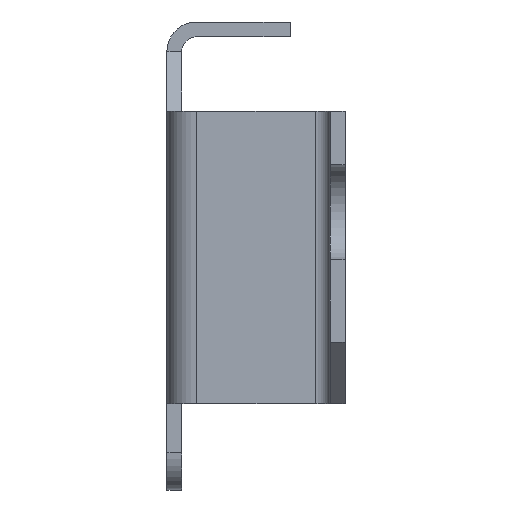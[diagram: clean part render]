
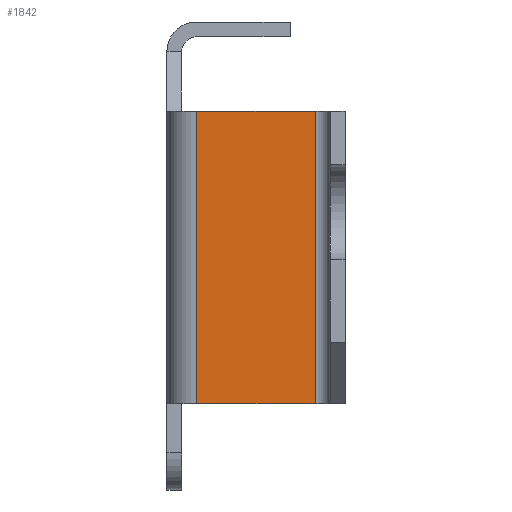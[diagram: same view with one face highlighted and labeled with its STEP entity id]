
A CAD part, left-side view. The second image highlights one B-rep face of the part: STEP entity #1842.
In plain terms, the highlighted planar face has unit normal (-1, 0, 0).
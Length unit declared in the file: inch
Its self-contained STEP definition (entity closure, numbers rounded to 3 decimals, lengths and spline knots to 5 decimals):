
#144 = VECTOR ( 'NONE', #2726, 39.37008 ) ;
#152 = CARTESIAN_POINT ( 'NONE',  ( -0.1575, 0., -0.04 ) ) ;
#169 = PLANE ( 'NONE',  #5185 ) ;
#205 = VERTEX_POINT ( 'NONE', #1407 ) ;
#695 = CARTESIAN_POINT ( 'NONE',  ( -0.1575, -0.09, -0.237 ) ) ;
#736 = DIRECTION ( 'NONE',  ( 0., -1., 0. ) ) ;
#745 = VECTOR ( 'NONE', #1257, 39.37008 ) ;
#881 = VERTEX_POINT ( 'NONE', #4702 ) ;
#1257 = DIRECTION ( 'NONE',  ( 0., 0., -1. ) ) ;
#1336 = VERTEX_POINT ( 'NONE', #2325 ) ;
#1407 = CARTESIAN_POINT ( 'NONE',  ( -0.1575, -0.09, -0.237 ) ) ;
#1693 = LINE ( 'NONE', #695, #4898 ) ;
#1842 = ADVANCED_FACE ( 'NONE', ( #4615 ), #169, .F. ) ;
#1915 = CARTESIAN_POINT ( 'NONE',  ( -0.1575, -0.09, -0.04 ) ) ;
#2325 = CARTESIAN_POINT ( 'NONE',  ( -0.1575, -0.01, -0.04 ) ) ;
#2346 = EDGE_CURVE ( 'NONE', #205, #2486, #1693, .T. ) ;
#2486 = VERTEX_POINT ( 'NONE', #3026 ) ;
#2628 = DIRECTION ( 'NONE',  ( 0., 1., 0. ) ) ;
#2726 = DIRECTION ( 'NONE',  ( 0., 0., 1. ) ) ;
#2820 = EDGE_CURVE ( 'NONE', #881, #205, #5008, .T. ) ;
#2843 = CARTESIAN_POINT ( 'NONE',  ( -0.1575, -0.09, -0.04 ) ) ;
#2939 = ORIENTED_EDGE ( 'NONE', *, *, #5016, .F. ) ;
#3026 = CARTESIAN_POINT ( 'NONE',  ( -0.1575, -0.01, -0.237 ) ) ;
#3027 = DIRECTION ( 'NONE',  ( 0., 1., 0. ) ) ;
#3231 = VECTOR ( 'NONE', #736, 39.37008 ) ;
#3306 = ORIENTED_EDGE ( 'NONE', *, *, #2346, .F. ) ;
#3354 = LINE ( 'NONE', #1915, #3231 ) ;
#3483 = LINE ( 'NONE', #4325, #144 ) ;
#4001 = ORIENTED_EDGE ( 'NONE', *, *, #5020, .F. ) ;
#4005 = ORIENTED_EDGE ( 'NONE', *, *, #2820, .F. ) ;
#4185 = DIRECTION ( 'NONE',  ( 1., 0., 0. ) ) ;
#4325 = CARTESIAN_POINT ( 'NONE',  ( -0.1575, -0.01, -0.237 ) ) ;
#4615 = FACE_OUTER_BOUND ( 'NONE', #5012, .T. ) ;
#4702 = CARTESIAN_POINT ( 'NONE',  ( -0.1575, -0.09, -0.04 ) ) ;
#4898 = VECTOR ( 'NONE', #3027, 39.37008 ) ;
#5008 = LINE ( 'NONE', #2843, #745 ) ;
#5012 = EDGE_LOOP ( 'NONE', ( #3306, #4005, #4001, #2939 ) ) ;
#5016 = EDGE_CURVE ( 'NONE', #2486, #1336, #3483, .T. ) ;
#5020 = EDGE_CURVE ( 'NONE', #1336, #881, #3354, .T. ) ;
#5185 = AXIS2_PLACEMENT_3D ( 'NONE', #152, #4185, #2628 ) ;
